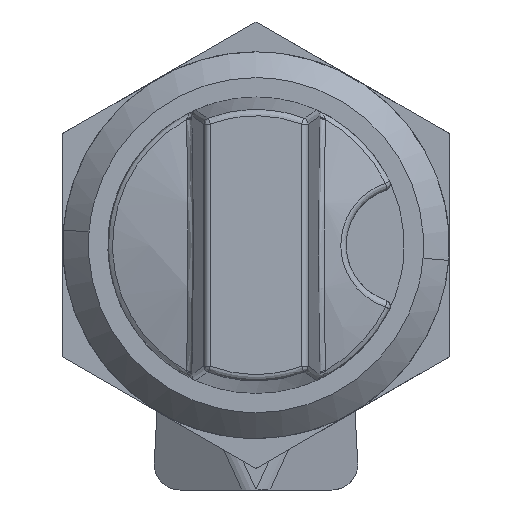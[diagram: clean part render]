
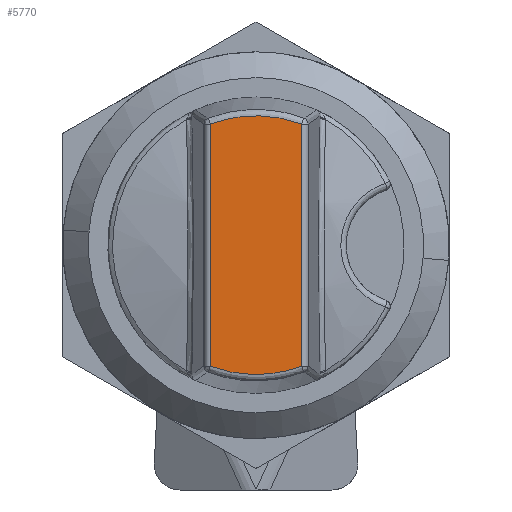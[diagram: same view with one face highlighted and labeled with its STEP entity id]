
A CAD part, left-side view. The second image highlights one B-rep face of the part: STEP entity #5770.
In plain terms, the highlighted free-form (B-spline) face has degree [1, 1] with [2, 2] control points.
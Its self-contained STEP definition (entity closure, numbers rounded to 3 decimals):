
#5719=CARTESIAN_POINT('',(-18.0,-3.894,-11.043));
#5720=CARTESIAN_POINT('',(-18.0,-3.894,11.043));
#5721=CARTESIAN_POINT('',(-18.0,3.894,-11.043));
#5722=CARTESIAN_POINT('',(-18.0,3.894,11.043));
#5723=B_SPLINE_SURFACE_WITH_KNOTS('',1,1,((#5719,#5721),(#5720,#5722)),.UNSPECIFIED.,.F.,.F.,.U.,(2,2),(2,2),(0.0,22.086),(0.0,7.787),.UNSPECIFIED.);
#5724=CARTESIAN_POINT('',(-18.0,-3.54,9.395));
#5725=VERTEX_POINT('',#5724);
#5726=CARTESIAN_POINT('',(-18.0,3.54,9.395));
#5727=VERTEX_POINT('',#5726);
#5728=CARTESIAN_POINT('',(-18.0,-3.54,9.395));
#5729=CARTESIAN_POINT('',(-18.0,0.,10.729));
#5730=CARTESIAN_POINT('',(-18.0,3.54,9.395));
#5738=(BOUNDED_CURVE()B_SPLINE_CURVE(2,(#5728,#5729,#5730),.UNSPECIFIED.,.F.,.U.)CURVE()GEOMETRIC_REPRESENTATION_ITEM()QUASI_UNIFORM_CURVE()RATIONAL_B_SPLINE_CURVE((1.0,0.936,1.0))REPRESENTATION_ITEM(''));
#5739=EDGE_CURVE('',#5725,#5727,#5738,.T.);
#5740=ORIENTED_EDGE('',*,*,#5739,.T.);
#5741=CARTESIAN_POINT('',(-18.0,3.54,-9.395));
#5742=VERTEX_POINT('',#5741);
#5743=CARTESIAN_POINT('',(-18.0,3.54,9.395));
#5744=CARTESIAN_POINT('',(-18.0,3.54,-9.395));
#5745=QUASI_UNIFORM_CURVE('',1,(#5743,#5744),.UNSPECIFIED.,.F.,.U.);
#5746=EDGE_CURVE('',#5727,#5742,#5745,.T.);
#5747=ORIENTED_EDGE('',*,*,#5746,.T.);
#5748=CARTESIAN_POINT('',(-18.0,-3.54,-9.395));
#5749=VERTEX_POINT('',#5748);
#5750=CARTESIAN_POINT('',(-18.0,3.54,-9.395));
#5751=CARTESIAN_POINT('',(-18.,0.,-10.729));
#5752=CARTESIAN_POINT('',(-18.0,-3.54,-9.395));
#5760=(BOUNDED_CURVE()B_SPLINE_CURVE(2,(#5750,#5751,#5752),.UNSPECIFIED.,.F.,.U.)CURVE()GEOMETRIC_REPRESENTATION_ITEM()QUASI_UNIFORM_CURVE()RATIONAL_B_SPLINE_CURVE((1.0,0.936,1.0))REPRESENTATION_ITEM(''));
#5761=EDGE_CURVE('',#5742,#5749,#5760,.T.);
#5762=ORIENTED_EDGE('',*,*,#5761,.T.);
#5763=CARTESIAN_POINT('',(-18.0,-3.54,-9.395));
#5764=CARTESIAN_POINT('',(-18.0,-3.54,9.395));
#5765=QUASI_UNIFORM_CURVE('',1,(#5763,#5764),.UNSPECIFIED.,.F.,.U.);
#5766=EDGE_CURVE('',#5749,#5725,#5765,.T.);
#5767=ORIENTED_EDGE('',*,*,#5766,.T.);
#5768=EDGE_LOOP('',(#5740,#5747,#5762,#5767));
#5769=FACE_OUTER_BOUND('',#5768,.T.);
#5770=ADVANCED_FACE('',(#5769),#5723,.T.);
